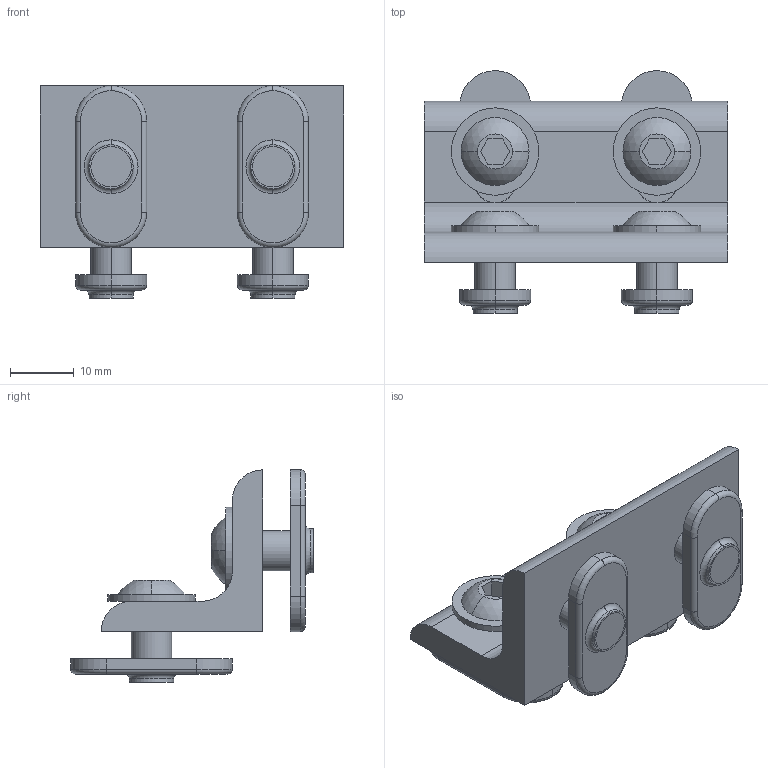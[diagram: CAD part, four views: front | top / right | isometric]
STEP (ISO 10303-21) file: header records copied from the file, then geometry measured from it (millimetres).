
FILE_DESCRIPTION (( 'STEP AP203' ), '1' );
FILE_NAME ('653125.SLDASM.step', '2003-10-13T11:25:14', ( 'Jerry Winters' ), ( 'GoEngineer' ), 'SwSTEP 2.0', 'SolidWorks 2003174', '' );
FILE_SCHEMA (( 'CONFIG_CONTROL_DESIGN' ));
Length unit declared in the file: inch
Products named in the file (5): 653125.SLDASM; Inside Corner Brackets (SLOT)_653125; 651130; 651163; FBHSCS_651136
Assembly tree (7 placements, depth 3):
  653125.SLDASM
    651130  x4
      651163
      FBHSCS_651136
    Inside Corner Brackets (SLOT)_653125
Bounding box: 47.62 x 38.1 x 33.32 mm (x, y, z)
Volume: 14039.6 mm3; surface area: 10414.3 mm2
Topology: 9 solids, 9 shells, 169 faces, 389 edges, 250 vertices
Faces by surface type: plane 76, cylinder 65, torus 20, sphere 8
Entity records: 2571 total; most frequent: CARTESIAN_POINT 387, DIRECTION 360, ORIENTED_EDGE 316, EDGE_CURVE 158, AXIS2_PLACEMENT_3D 140, VERTEX_POINT 103, LINE 80, VECTOR 80
